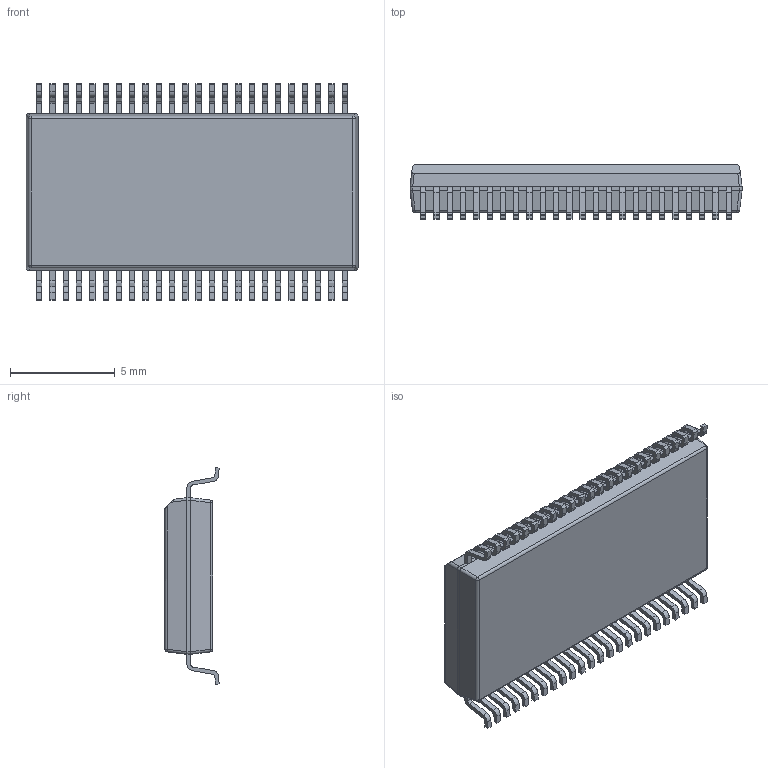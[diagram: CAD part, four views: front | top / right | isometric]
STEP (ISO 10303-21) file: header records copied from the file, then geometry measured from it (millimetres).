
FILE_DESCRIPTION((''),'2;1');
FILE_NAME('MS48A_ASM','2012-02-09T',('CKXSSC'),(''),'PRO/ENGINEER BY PARAMETRIC TECHNOLOGY CORPORATION, 2011220','PRO/ENGINEER BY PARAMETRIC TECHNOLOGY CORPORATION, 2011220','');
FILE_SCHEMA(('AUTOMOTIVE_DESIGN_CC2 { 1 2 10303 214 -1 1 5 2 }'));
Length unit declared in the file: inch
Products named in the file (3): BODY_MS48A; LEAD_MS48A; MS48A_ASM
Assembly tree (49 placements, depth 2):
  MS48A_ASM
    BODY_MS48A
    LEAD_MS48A  x48
Bounding box: 15.88 x 2.59 x 10.35 mm (x, y, z)
Volume: 269.3 mm3; surface area: 430.6 mm2
Topology: 49 solids, 49 shells, 715 faces, 1820 edges, 1198 vertices
Faces by surface type: plane 496, cylinder 213, sphere 6
Entity records: 2407 total; most frequent: CARTESIAN_POINT 377, DIRECTION 358, ORIENTED_EDGE 244, AXIS2_PLACEMENT_3D 139, PRESENTATION_STYLE_ASSIGNMENT 124, STYLED_ITEM 124, CURVE_STYLE 122, EDGE_CURVE 122
